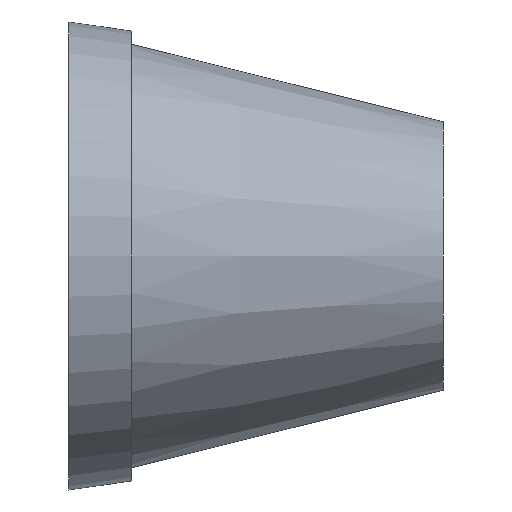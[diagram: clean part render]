
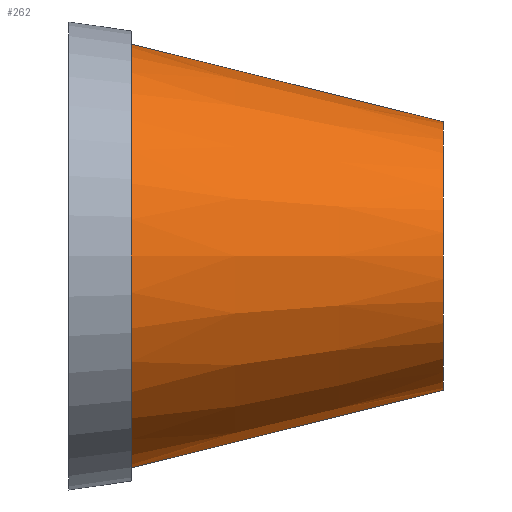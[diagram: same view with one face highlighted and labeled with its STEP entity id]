
A CAD part, left-side view. The second image highlights one B-rep face of the part: STEP entity #262.
In plain terms, the highlighted conical face has half-angle 13.979 degrees and reference radius 430 mm.
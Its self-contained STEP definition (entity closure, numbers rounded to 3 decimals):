
#13 = EDGE_CURVE ( 'NONE', #263, #241, #129, .T. ) ;
#22 = DIRECTION ( 'NONE',  ( 0., 0., 1. ) ) ;
#28 = DIRECTION ( 'NONE',  ( 0., 0., 1. ) ) ;
#29 = DIRECTION ( 'NONE',  ( 0., 0.97, 0.242 ) ) ;
#31 = AXIS2_PLACEMENT_3D ( 'NONE', #183, #140, #28 ) ;
#33 = DIRECTION ( 'NONE',  ( 0., 1., 0. ) ) ;
#35 = EDGE_LOOP ( 'NONE', ( #124, #242, #104, #291 ) ) ;
#50 = CARTESIAN_POINT ( 'NONE',  ( 0., 0., 0. ) ) ;
#64 = DIRECTION ( 'NONE',  ( 0., 0.97, -0.242 ) ) ;
#68 = CARTESIAN_POINT ( 'NONE',  ( 0., 0., -430. ) ) ;
#80 = VECTOR ( 'NONE', #29, 1000. ) ;
#90 = DIRECTION ( 'NONE',  ( 0., 0., 1. ) ) ;
#92 = AXIS2_PLACEMENT_3D ( 'NONE', #50, #33, #90 ) ;
#104 = ORIENTED_EDGE ( 'NONE', *, *, #272, .T. ) ;
#114 = CARTESIAN_POINT ( 'NONE',  ( 0., 1000., 678.941 ) ) ;
#119 = CARTESIAN_POINT ( 'NONE',  ( 0., 1000., -678.941 ) ) ;
#123 = EDGE_CURVE ( 'NONE', #241, #170, #180, .T. ) ;
#124 = ORIENTED_EDGE ( 'NONE', *, *, #13, .F. ) ;
#126 = CIRCLE ( 'NONE', #92, 430. ) ;
#129 = LINE ( 'NONE', #68, #243 ) ;
#133 = CARTESIAN_POINT ( 'NONE',  ( 0., 1000., 0. ) ) ;
#138 = CARTESIAN_POINT ( 'NONE',  ( 0., 0., 430. ) ) ;
#140 = DIRECTION ( 'NONE',  ( 0., 1., 0. ) ) ;
#155 = DIRECTION ( 'NONE',  ( 0., 1., 0. ) ) ;
#170 = VERTEX_POINT ( 'NONE', #114 ) ;
#180 = CIRCLE ( 'NONE', #287, 678.941 ) ;
#183 = CARTESIAN_POINT ( 'NONE',  ( 0., 0., 0. ) ) ;
#190 = CARTESIAN_POINT ( 'NONE',  ( 0., 0., 430. ) ) ;
#191 = FACE_OUTER_BOUND ( 'NONE', #35, .T. ) ;
#192 = CARTESIAN_POINT ( 'NONE',  ( 0., 0., -430. ) ) ;
#220 = VERTEX_POINT ( 'NONE', #190 ) ;
#233 = LINE ( 'NONE', #138, #80 ) ;
#240 = EDGE_CURVE ( 'NONE', #263, #220, #126, .T. ) ;
#241 = VERTEX_POINT ( 'NONE', #119 ) ;
#242 = ORIENTED_EDGE ( 'NONE', *, *, #240, .T. ) ;
#243 = VECTOR ( 'NONE', #64, 1000. ) ;
#262 = ADVANCED_FACE ( 'NONE', ( #191 ), #292, .T. ) ;
#263 = VERTEX_POINT ( 'NONE', #192 ) ;
#272 = EDGE_CURVE ( 'NONE', #220, #170, #233, .T. ) ;
#287 = AXIS2_PLACEMENT_3D ( 'NONE', #133, #155, #22 ) ;
#291 = ORIENTED_EDGE ( 'NONE', *, *, #123, .F. ) ;
#292 = CONICAL_SURFACE ( 'NONE', #31, 430., 0.244 ) ;
